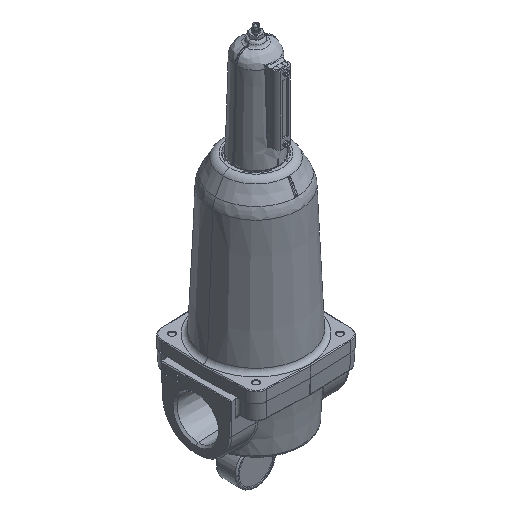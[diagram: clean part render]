
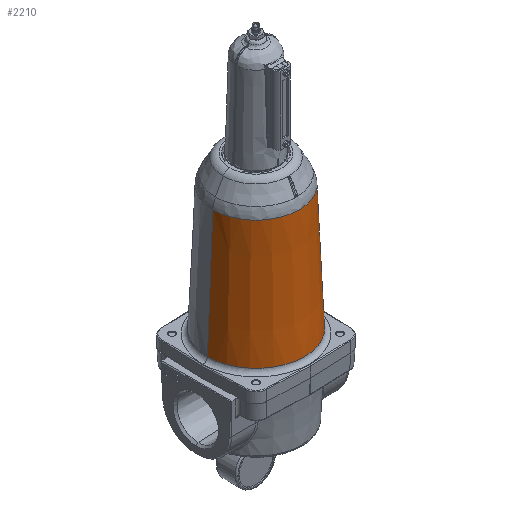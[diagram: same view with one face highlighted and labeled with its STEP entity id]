
A CAD part, isometric view. The second image highlights one B-rep face of the part: STEP entity #2210.
In plain terms, the highlighted conical face has half-angle 2.45 degrees and reference radius 57.292 mm.
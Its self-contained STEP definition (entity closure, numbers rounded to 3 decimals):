
#453 = VERTEX_POINT ( 'NONE', #13215 ) ;
#969 = EDGE_LOOP ( 'NONE', ( #33473, #49079, #15156, #12545 ) ) ;
#1779 = DIRECTION ( 'NONE',  ( 0., 0.999, -0.043 ) ) ;
#1795 = DIRECTION ( 'NONE',  ( 0., -1., 0. ) ) ;
#2198 = AXIS2_PLACEMENT_3D ( 'NONE', #41199, #25131, #41560 ) ;
#2210 = ADVANCED_FACE ( 'NONE', ( #25668 ), #13235, .T. ) ;
#2681 = EDGE_CURVE ( 'NONE', #7818, #453, #37521, .T. ) ;
#5616 = EDGE_CURVE ( 'NONE', #34941, #43440, #14836, .T. ) ;
#6458 = DIRECTION ( 'NONE',  ( 0., 0., -1. ) ) ;
#6825 = LINE ( 'NONE', #47682, #43044 ) ;
#7818 = VERTEX_POINT ( 'NONE', #28669 ) ;
#11132 = CARTESIAN_POINT ( 'NONE',  ( 0., 89.434, -64.697 ) ) ;
#12545 = ORIENTED_EDGE ( 'NONE', *, *, #13200, .F. ) ;
#13200 = EDGE_CURVE ( 'NONE', #7818, #43440, #6825, .T. ) ;
#13215 = CARTESIAN_POINT ( 'NONE',  ( 0., -76.685, -57.589 ) ) ;
#13235 = CONICAL_SURFACE ( 'NONE', #46012, 57.292, 0.043 ) ;
#13442 = CARTESIAN_POINT ( 'NONE',  ( 0., -83.622, -57.292 ) ) ;
#13778 = VECTOR ( 'NONE', #1779, 1000. ) ;
#14836 = CIRCLE ( 'NONE', #35747, 64.697 ) ;
#15156 = ORIENTED_EDGE ( 'NONE', *, *, #5616, .T. ) ;
#25131 = DIRECTION ( 'NONE',  ( 0., 1., 0. ) ) ;
#25668 = FACE_OUTER_BOUND ( 'NONE', #969, .T. ) ;
#26944 = EDGE_CURVE ( 'NONE', #453, #34941, #38132, .T. ) ;
#28099 = DIRECTION ( 'NONE',  ( 0., 0., 1. ) ) ;
#28669 = CARTESIAN_POINT ( 'NONE',  ( 0., -76.685, 57.589 ) ) ;
#30373 = CARTESIAN_POINT ( 'NONE',  ( 0., 89.434, 0. ) ) ;
#33473 = ORIENTED_EDGE ( 'NONE', *, *, #2681, .T. ) ;
#34941 = VERTEX_POINT ( 'NONE', #11132 ) ;
#35119 = DIRECTION ( 'NONE',  ( 0., 1., 0. ) ) ;
#35269 = DIRECTION ( 'NONE',  ( 0., 0.999, 0.043 ) ) ;
#35747 = AXIS2_PLACEMENT_3D ( 'NONE', #30373, #1795, #6458 ) ;
#37521 = CIRCLE ( 'NONE', #2198, 57.589 ) ;
#38132 = LINE ( 'NONE', #13442, #13778 ) ;
#40736 = CARTESIAN_POINT ( 'NONE',  ( 0., 89.434, 64.697 ) ) ;
#41199 = CARTESIAN_POINT ( 'NONE',  ( 0., -76.685, 0. ) ) ;
#41560 = DIRECTION ( 'NONE',  ( 0., 0., -1. ) ) ;
#43044 = VECTOR ( 'NONE', #35269, 1000. ) ;
#43440 = VERTEX_POINT ( 'NONE', #40736 ) ;
#46012 = AXIS2_PLACEMENT_3D ( 'NONE', #46828, #35119, #28099 ) ;
#46828 = CARTESIAN_POINT ( 'NONE',  ( 0., -83.622, 0. ) ) ;
#47682 = CARTESIAN_POINT ( 'NONE',  ( 0., -83.622, 57.292 ) ) ;
#49079 = ORIENTED_EDGE ( 'NONE', *, *, #26944, .T. ) ;
